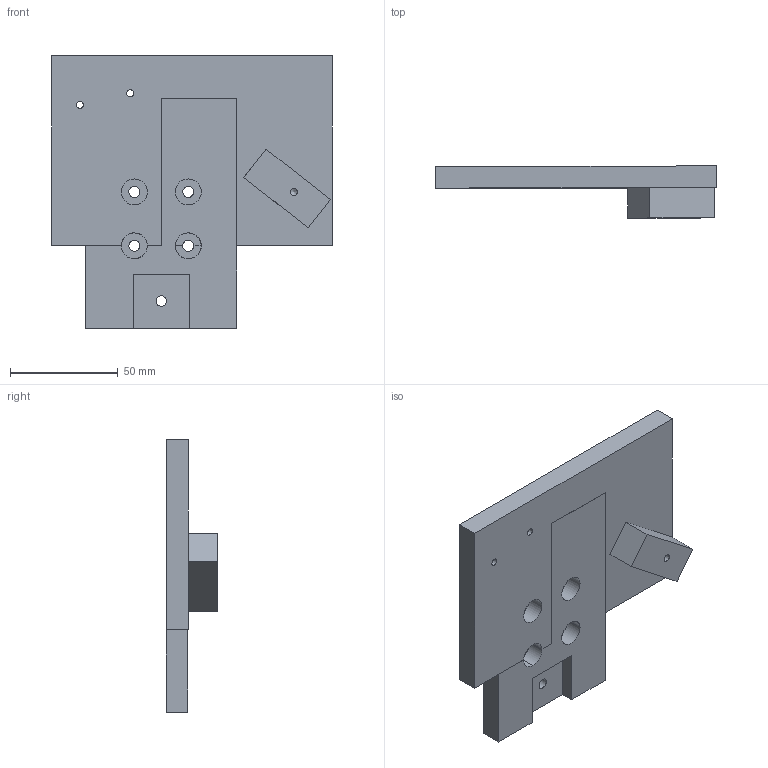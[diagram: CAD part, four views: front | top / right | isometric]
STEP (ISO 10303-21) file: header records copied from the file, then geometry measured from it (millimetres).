
FILE_DESCRIPTION(/* description */ (''),/* implementation_level */ '2;1');
FILE_NAME(/* name */ 'Plate #1_Component6.step',/* time_stamp */ '2024-06-17T18:16:20-04:00',/* author */ (''),/* organization */ (''),/* preprocessor_version */ 'ST-DEVELOPER v20',/* originating_system */ 'Autodesk Translation Framework v12.20.1.177',/* authorisation */ '');
FILE_SCHEMA (('AUTOMOTIVE_DESIGN { 1 0 10303 214 3 1 1 }'));
Length unit declared in the file: millimetre
Products named in the file (1): #1907
Bounding box: 130.02 x 24.09 x 126.3 mm (x, y, z)
Volume: 142177 mm3; surface area: 36702.4 mm2
Topology: 1 solids, 1 shells, 55 faces, 147 edges, 96 vertices
Faces by surface type: plane 38, cylinder 13, bspline 3, cone 1
Full cylindrical faces by diameter (mm): 3.3 x3, 4.798 x1, 5.1 x3, 12 x4
Entity records: 1909 total; most frequent: CARTESIAN_POINT 452, ORIENTED_EDGE 292, DIRECTION 285, EDGE_CURVE 146, LINE 107, VECTOR 107, VERTEX_POINT 96, AXIS2_PLACEMENT_3D 89
